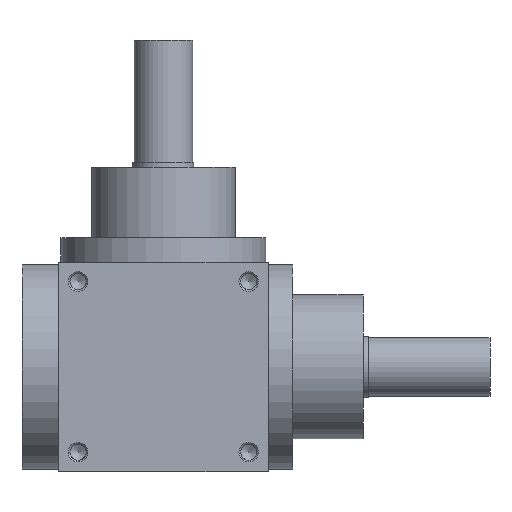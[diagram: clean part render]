
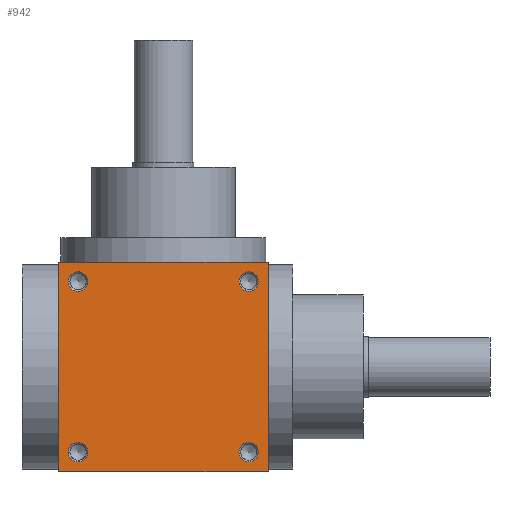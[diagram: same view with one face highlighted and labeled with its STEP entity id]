
A CAD part, front view. The second image highlights one B-rep face of the part: STEP entity #942.
In plain terms, the highlighted planar face has unit normal (0, -1, 0).
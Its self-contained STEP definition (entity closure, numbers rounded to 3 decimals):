
#942 = ADVANCED_FACE( '', ( #2041, #2042, #2043, #2044, #2045 ), #2046, .F. );
#2041 = FACE_BOUND( '', #3124, .T. );
#2042 = FACE_BOUND( '', #3125, .T. );
#2043 = FACE_BOUND( '', #3126, .T. );
#2044 = FACE_BOUND( '', #3127, .T. );
#2045 = FACE_OUTER_BOUND( '', #3128, .T. );
#2046 = PLANE( '', #3129 );
#3124 = EDGE_LOOP( '', ( #5452 ) );
#3125 = EDGE_LOOP( '', ( #5453 ) );
#3126 = EDGE_LOOP( '', ( #5454 ) );
#3127 = EDGE_LOOP( '', ( #5455 ) );
#3128 = EDGE_LOOP( '', ( #5456, #5457, #5458, #5459 ) );
#3129 = AXIS2_PLACEMENT_3D( '', #5460, #5461, #5462 );
#5452 = ORIENTED_EDGE( '', *, *, #5704, .T. );
#5453 = ORIENTED_EDGE( '', *, *, #6113, .T. );
#5454 = ORIENTED_EDGE( '', *, *, #6340, .F. );
#5455 = ORIENTED_EDGE( '', *, *, #6227, .F. );
#5456 = ORIENTED_EDGE( '', *, *, #6263, .T. );
#5457 = ORIENTED_EDGE( '', *, *, #6196, .F. );
#5458 = ORIENTED_EDGE( '', *, *, #6267, .F. );
#5459 = ORIENTED_EDGE( '', *, *, #5660, .T. );
#5460 = CARTESIAN_POINT( '', ( -43., -43., 43. ) );
#5461 = DIRECTION( '', ( 0., 1., 0. ) );
#5462 = DIRECTION( '', ( 0., 0., 1. ) );
#5660 = EDGE_CURVE( '', #6689, #6687, #6690, .T. );
#5704 = EDGE_CURVE( '', #6758, #6758, #6759, .T. );
#6113 = EDGE_CURVE( '', #7360, #7360, #7361, .T. );
#6196 = EDGE_CURVE( '', #7467, #7465, #7469, .T. );
#6227 = EDGE_CURVE( '', #7507, #7507, #7508, .T. );
#6263 = EDGE_CURVE( '', #6687, #7465, #7553, .T. );
#6267 = EDGE_CURVE( '', #6689, #7467, #7558, .T. );
#6340 = EDGE_CURVE( '', #7631, #7631, #7632, .T. );
#6687 = VERTEX_POINT( '', #8066 );
#6689 = VERTEX_POINT( '', #8069 );
#6690 = LINE( '', #8070, #8071 );
#6758 = VERTEX_POINT( '', #8163 );
#6759 = CIRCLE( '', #8164, 4. );
#7360 = VERTEX_POINT( '', #9000 );
#7361 = CIRCLE( '', #9001, 4. );
#7465 = VERTEX_POINT( '', #9130 );
#7467 = VERTEX_POINT( '', #9133 );
#7469 = LINE( '', #9136, #9137 );
#7507 = VERTEX_POINT( '', #9183 );
#7508 = CIRCLE( '', #9184, 4. );
#7553 = LINE( '', #9234, #9235 );
#7558 = LINE( '', #9240, #9241 );
#7631 = VERTEX_POINT( '', #9330 );
#7632 = CIRCLE( '', #9331, 4. );
#8066 = CARTESIAN_POINT( '', ( -43., -43., -43. ) );
#8069 = CARTESIAN_POINT( '', ( -43., -43., 43. ) );
#8070 = CARTESIAN_POINT( '', ( -43., -43., 43. ) );
#8071 = VECTOR( '', #9612, 1000. );
#8163 = CARTESIAN_POINT( '', ( -35., -43., -31. ) );
#8164 = AXIS2_PLACEMENT_3D( '', #9658, #9659, #9660 );
#9000 = CARTESIAN_POINT( '', ( -35., -43., 39. ) );
#9001 = AXIS2_PLACEMENT_3D( '', #10160, #10161, #10162 );
#9130 = CARTESIAN_POINT( '', ( 43., -43., -43. ) );
#9133 = CARTESIAN_POINT( '', ( 43., -43., 43. ) );
#9136 = CARTESIAN_POINT( '', ( 43., -43., 43. ) );
#9137 = VECTOR( '', #10253, 1000. );
#9183 = CARTESIAN_POINT( '', ( 35., -43., 31. ) );
#9184 = AXIS2_PLACEMENT_3D( '', #10289, #10290, #10291 );
#9234 = CARTESIAN_POINT( '', ( -43., -43., -43. ) );
#9235 = VECTOR( '', #10336, 1000. );
#9240 = CARTESIAN_POINT( '', ( -43., -43., 43. ) );
#9241 = VECTOR( '', #10340, 1000. );
#9330 = CARTESIAN_POINT( '', ( 35., -43., -39. ) );
#9331 = AXIS2_PLACEMENT_3D( '', #10375, #10376, #10377 );
#9612 = DIRECTION( '', ( 0., 0., -1. ) );
#9658 = CARTESIAN_POINT( '', ( -35., -43., -35. ) );
#9659 = DIRECTION( '', ( 0., 1., 0. ) );
#9660 = DIRECTION( '', ( 0., 0., 1. ) );
#10160 = CARTESIAN_POINT( '', ( -35., -43., 35. ) );
#10161 = DIRECTION( '', ( 0., 1., 0. ) );
#10162 = DIRECTION( '', ( 0., 0., 1. ) );
#10253 = DIRECTION( '', ( 0., 0., -1. ) );
#10289 = CARTESIAN_POINT( '', ( 35., -43., 35. ) );
#10290 = DIRECTION( '', ( 0., -1., 0. ) );
#10291 = DIRECTION( '', ( 0., 0., -1. ) );
#10336 = DIRECTION( '', ( 1., 0., 0. ) );
#10340 = DIRECTION( '', ( 1., 0., 0. ) );
#10375 = CARTESIAN_POINT( '', ( 35., -43., -35. ) );
#10376 = DIRECTION( '', ( 0., -1., 0. ) );
#10377 = DIRECTION( '', ( 0., 0., -1. ) );
